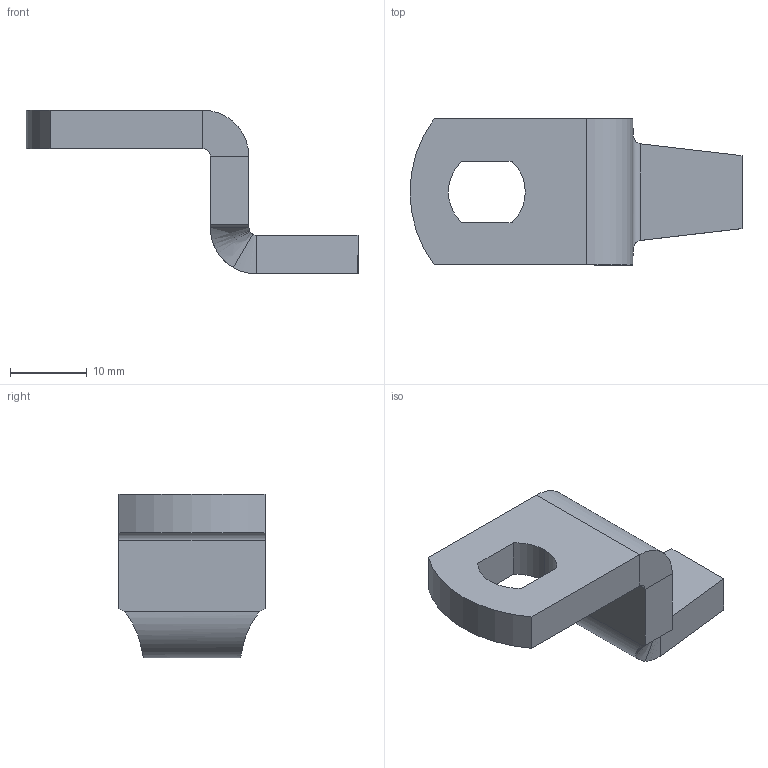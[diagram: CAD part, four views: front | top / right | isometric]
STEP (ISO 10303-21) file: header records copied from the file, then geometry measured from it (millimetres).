
FILE_DESCRIPTION (( 'STEP AP214' ), '1' );
FILE_NAME ('New 3739 17mm Offset Cam Bar.STEP', '2025-09-01T01:39:56', ( '' ), ( '' ), 'SwSTEP 2.0', 'SolidWorks 2025', '' );
FILE_SCHEMA (( 'AUTOMOTIVE_DESIGN' ));
Length unit declared in the file: millimetre
Products named in the file (1): New 3739 17mm Offset Cam Bar
Bounding box: 43.2 x 19 x 21.3 mm (x, y, z)
Volume: 4248.5 mm3; surface area: 2551.5 mm2
Topology: 1 solids, 1 shells, 31 faces, 71 edges, 42 vertices
Faces by surface type: plane 17, cylinder 10, bspline 4
Entity records: 1027 total; most frequent: CARTESIAN_POINT 332, ORIENTED_EDGE 142, DIRECTION 129, EDGE_CURVE 71, AXIS2_PLACEMENT_3D 44, VERTEX_POINT 42, VECTOR 41, LINE 41
